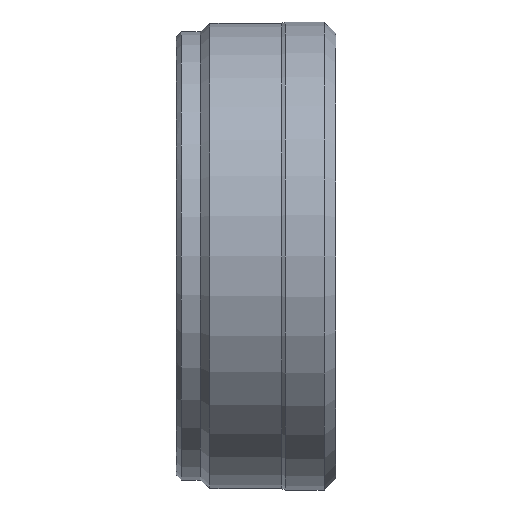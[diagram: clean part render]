
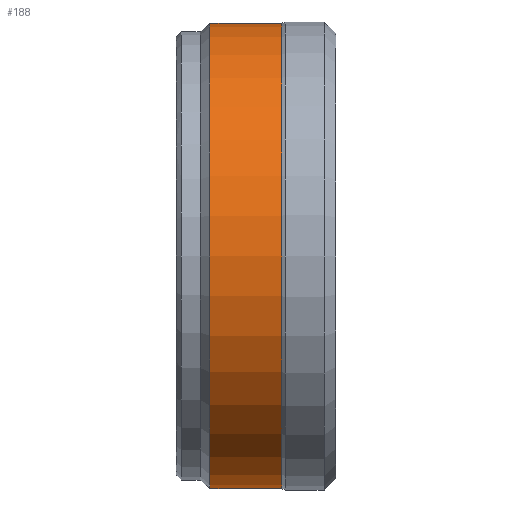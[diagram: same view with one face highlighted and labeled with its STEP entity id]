
A CAD part, left-side view. The second image highlights one B-rep face of the part: STEP entity #188.
In plain terms, the highlighted cylindrical face has radius 46.859 mm (diameter 93.718 mm), a partial arc.
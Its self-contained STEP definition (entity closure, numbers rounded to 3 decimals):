
#47 = VERTEX_POINT ( 'NONE', #1851 ) ;
#162 = CARTESIAN_POINT ( 'NONE',  ( 0., 11.035, 46.859 ) ) ;
#188 = ADVANCED_FACE ( 'NONE', ( #868 ), #2170, .T. ) ;
#341 = DIRECTION ( 'NONE',  ( 0., 0., -1. ) ) ;
#435 = VERTEX_POINT ( 'NONE', #3063 ) ;
#474 = DIRECTION ( 'NONE',  ( 0., 0., -1. ) ) ;
#550 = LINE ( 'NONE', #831, #756 ) ;
#697 = DIRECTION ( 'NONE',  ( 0., -1., 0. ) ) ;
#756 = VECTOR ( 'NONE', #1120, 1000. ) ;
#831 = CARTESIAN_POINT ( 'NONE',  ( 0., -20.172, -46.859 ) ) ;
#864 = CIRCLE ( 'NONE', #2318, 46.859 ) ;
#868 = FACE_OUTER_BOUND ( 'NONE', #3119, .T. ) ;
#956 = VERTEX_POINT ( 'NONE', #162 ) ;
#1036 = EDGE_CURVE ( 'NONE', #47, #2590, #2198, .T. ) ;
#1120 = DIRECTION ( 'NONE',  ( 0., -1., 0. ) ) ;
#1296 = ORIENTED_EDGE ( 'NONE', *, *, #2137, .F. ) ;
#1469 = ORIENTED_EDGE ( 'NONE', *, *, #3048, .F. ) ;
#1662 = ORIENTED_EDGE ( 'NONE', *, *, #1036, .T. ) ;
#1690 = CARTESIAN_POINT ( 'NONE',  ( 0., -20.172, 0. ) ) ;
#1851 = CARTESIAN_POINT ( 'NONE',  ( 0., 25.507, 46.859 ) ) ;
#2014 = CARTESIAN_POINT ( 'NONE',  ( 0., 25.507, -46.859 ) ) ;
#2028 = AXIS2_PLACEMENT_3D ( 'NONE', #1690, #2214, #341 ) ;
#2051 = VECTOR ( 'NONE', #3305, 1000. ) ;
#2137 = EDGE_CURVE ( 'NONE', #956, #435, #864, .T. ) ;
#2170 = CYLINDRICAL_SURFACE ( 'NONE', #2028, 46.859 ) ;
#2198 = CIRCLE ( 'NONE', #2898, 46.859 ) ;
#2214 = DIRECTION ( 'NONE',  ( 0., -1., 0. ) ) ;
#2296 = CARTESIAN_POINT ( 'NONE',  ( 0., -20.172, 46.859 ) ) ;
#2318 = AXIS2_PLACEMENT_3D ( 'NONE', #2503, #3004, #2985 ) ;
#2503 = CARTESIAN_POINT ( 'NONE',  ( 0., 11.035, 0. ) ) ;
#2590 = VERTEX_POINT ( 'NONE', #2014 ) ;
#2711 = EDGE_CURVE ( 'NONE', #2590, #435, #550, .T. ) ;
#2800 = LINE ( 'NONE', #2296, #2051 ) ;
#2802 = CARTESIAN_POINT ( 'NONE',  ( 0., 25.507, 0. ) ) ;
#2898 = AXIS2_PLACEMENT_3D ( 'NONE', #2802, #697, #474 ) ;
#2985 = DIRECTION ( 'NONE',  ( 0., 0., -1. ) ) ;
#3004 = DIRECTION ( 'NONE',  ( 0., -1., 0. ) ) ;
#3048 = EDGE_CURVE ( 'NONE', #47, #956, #2800, .T. ) ;
#3063 = CARTESIAN_POINT ( 'NONE',  ( 0., 11.035, -46.859 ) ) ;
#3119 = EDGE_LOOP ( 'NONE', ( #1469, #1662, #3180, #1296 ) ) ;
#3180 = ORIENTED_EDGE ( 'NONE', *, *, #2711, .T. ) ;
#3305 = DIRECTION ( 'NONE',  ( 0., -1., 0. ) ) ;
